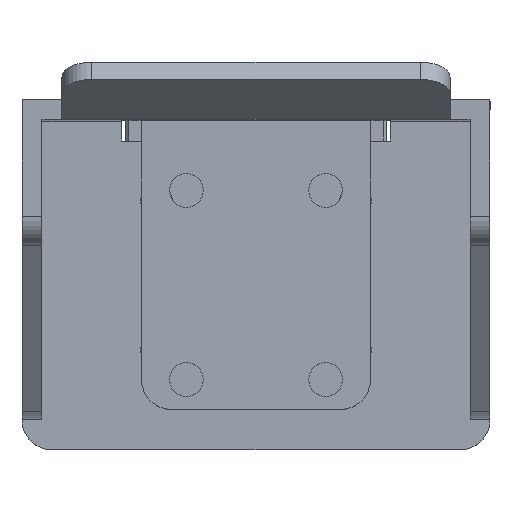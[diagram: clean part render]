
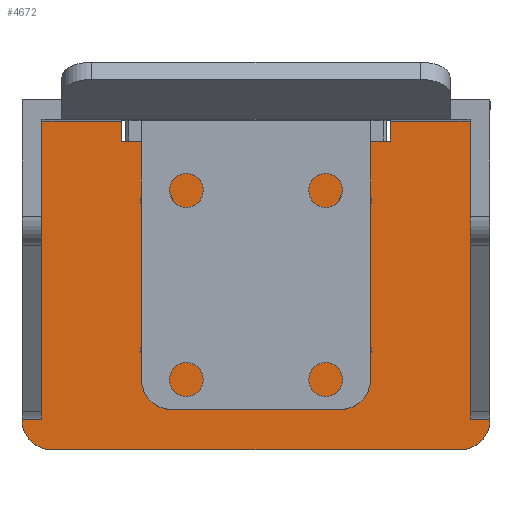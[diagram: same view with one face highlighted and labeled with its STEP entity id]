
A CAD part, top view. The second image highlights one B-rep face of the part: STEP entity #4672.
In plain terms, the highlighted planar face has unit normal (0, 0, 1).
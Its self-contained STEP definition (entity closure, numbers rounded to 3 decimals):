
#88=FACE_BOUND('',#391,.T.);
#89=FACE_BOUND('',#392,.T.);
#90=FACE_BOUND('',#393,.T.);
#91=FACE_BOUND('',#394,.T.);
#132=FACE_OUTER_BOUND('',#390,.T.);
#390=EDGE_LOOP('',(#3091,#3092,#3093,#3094,#3095,#3096,#3097,#3098,#3099,
#3100,#3101,#3102));
#391=EDGE_LOOP('',(#3103));
#392=EDGE_LOOP('',(#3104));
#393=EDGE_LOOP('',(#3105));
#394=EDGE_LOOP('',(#3106));
#692=CIRCLE('',#4945,3.);
#693=CIRCLE('',#4946,3.);
#694=CIRCLE('',#4947,1.6);
#695=CIRCLE('',#4948,1.6);
#696=CIRCLE('',#4949,1.6);
#697=CIRCLE('',#4950,1.6);
#831=LINE('',#6700,#1390);
#832=LINE('',#6702,#1391);
#833=LINE('',#6704,#1392);
#834=LINE('',#6706,#1393);
#835=LINE('',#6708,#1394);
#836=LINE('',#6710,#1395);
#837=LINE('',#6712,#1396);
#838=LINE('',#6714,#1397);
#839=LINE('',#6718,#1398);
#840=LINE('',#6721,#1399);
#1390=VECTOR('',#5345,10.);
#1391=VECTOR('',#5346,10.);
#1392=VECTOR('',#5347,10.);
#1393=VECTOR('',#5348,10.);
#1394=VECTOR('',#5349,10.);
#1395=VECTOR('',#5350,10.);
#1396=VECTOR('',#5351,10.);
#1397=VECTOR('',#5352,10.);
#1398=VECTOR('',#5355,10.);
#1399=VECTOR('',#5358,10.);
#1949=VERTEX_POINT('',#6698);
#1950=VERTEX_POINT('',#6699);
#1951=VERTEX_POINT('',#6701);
#1952=VERTEX_POINT('',#6703);
#1953=VERTEX_POINT('',#6705);
#1954=VERTEX_POINT('',#6707);
#1955=VERTEX_POINT('',#6709);
#1956=VERTEX_POINT('',#6711);
#1957=VERTEX_POINT('',#6713);
#1958=VERTEX_POINT('',#6715);
#1959=VERTEX_POINT('',#6717);
#1960=VERTEX_POINT('',#6719);
#1961=VERTEX_POINT('',#6722);
#1962=VERTEX_POINT('',#6724);
#1963=VERTEX_POINT('',#6726);
#1964=VERTEX_POINT('',#6728);
#2393=EDGE_CURVE('',#1949,#1950,#831,.T.);
#2394=EDGE_CURVE('',#1949,#1951,#832,.T.);
#2395=EDGE_CURVE('',#1952,#1951,#833,.T.);
#2396=EDGE_CURVE('',#1953,#1952,#834,.T.);
#2397=EDGE_CURVE('',#1953,#1954,#835,.T.);
#2398=EDGE_CURVE('',#1954,#1955,#836,.T.);
#2399=EDGE_CURVE('',#1955,#1956,#837,.T.);
#2400=EDGE_CURVE('',#1956,#1957,#838,.T.);
#2401=EDGE_CURVE('',#1958,#1957,#692,.T.);
#2402=EDGE_CURVE('',#1958,#1959,#839,.T.);
#2403=EDGE_CURVE('',#1960,#1959,#693,.T.);
#2404=EDGE_CURVE('',#1960,#1950,#840,.T.);
#2405=EDGE_CURVE('',#1961,#1961,#694,.T.);
#2406=EDGE_CURVE('',#1962,#1962,#695,.T.);
#2407=EDGE_CURVE('',#1963,#1963,#696,.T.);
#2408=EDGE_CURVE('',#1964,#1964,#697,.T.);
#3091=ORIENTED_EDGE('',*,*,#2393,.F.);
#3092=ORIENTED_EDGE('',*,*,#2394,.T.);
#3093=ORIENTED_EDGE('',*,*,#2395,.F.);
#3094=ORIENTED_EDGE('',*,*,#2396,.F.);
#3095=ORIENTED_EDGE('',*,*,#2397,.T.);
#3096=ORIENTED_EDGE('',*,*,#2398,.T.);
#3097=ORIENTED_EDGE('',*,*,#2399,.T.);
#3098=ORIENTED_EDGE('',*,*,#2400,.T.);
#3099=ORIENTED_EDGE('',*,*,#2401,.F.);
#3100=ORIENTED_EDGE('',*,*,#2402,.T.);
#3101=ORIENTED_EDGE('',*,*,#2403,.F.);
#3102=ORIENTED_EDGE('',*,*,#2404,.T.);
#3103=ORIENTED_EDGE('',*,*,#2405,.T.);
#3104=ORIENTED_EDGE('',*,*,#2406,.T.);
#3105=ORIENTED_EDGE('',*,*,#2407,.T.);
#3106=ORIENTED_EDGE('',*,*,#2408,.T.);
#4487=PLANE('',#4944);
#4672=ADVANCED_FACE('',(#132,#88,#89,#90,#91),#4487,.F.);
#4944=AXIS2_PLACEMENT_3D('',#6697,#5343,#5344);
#4945=AXIS2_PLACEMENT_3D('',#6716,#5353,#5354);
#4946=AXIS2_PLACEMENT_3D('',#6720,#5356,#5357);
#4947=AXIS2_PLACEMENT_3D('',#6723,#5359,#5360);
#4948=AXIS2_PLACEMENT_3D('',#6725,#5361,#5362);
#4949=AXIS2_PLACEMENT_3D('',#6727,#5363,#5364);
#4950=AXIS2_PLACEMENT_3D('',#6729,#5365,#5366);
#5343=DIRECTION('center_axis',(0.,0.,
-1.));
#5344=DIRECTION('ref_axis',(-1.,0.,0.));
#5345=DIRECTION('',(0.,-1.,0.));
#5346=DIRECTION('',(-1.,0.,0.));
#5347=DIRECTION('',(0.,1.,0.));
#5348=DIRECTION('',(1.,0.,0.));
#5349=DIRECTION('',(0.,1.,0.));
#5350=DIRECTION('',(-1.,0.,0.));
#5351=DIRECTION('',(0.,-1.,0.));
#5352=DIRECTION('',(-1.,0.,0.));
#5353=DIRECTION('center_axis',(0.,0.,
-1.));
#5354=DIRECTION('ref_axis',(-0.707,-0.707,0.));
#5355=DIRECTION('',(1.,0.,0.));
#5356=DIRECTION('center_axis',(0.,0.,
-1.));
#5357=DIRECTION('ref_axis',(0.707,-0.707,0.));
#5358=DIRECTION('',(-1.,0.,0.));
#5359=DIRECTION('center_axis',(0.,0.,
-1.));
#5360=DIRECTION('ref_axis',(-1.,0.,0.));
#5361=DIRECTION('center_axis',(0.,0.,
-1.));
#5362=DIRECTION('ref_axis',(-1.,0.,0.));
#5363=DIRECTION('center_axis',(0.,0.,
-1.));
#5364=DIRECTION('ref_axis',(-1.,0.,0.));
#5365=DIRECTION('center_axis',(0.,0.,
-1.));
#5366=DIRECTION('ref_axis',(-1.,0.,0.));
#6697=CARTESIAN_POINT('Origin',(0.,-112.874,
-220.));
#6698=CARTESIAN_POINT('',(21.5,-97.374,-220.));
#6699=CARTESIAN_POINT('',(21.5,-127.374,-220.));
#6700=CARTESIAN_POINT('',(21.5,-105.025,-220.));
#6701=CARTESIAN_POINT('',(13.5,-97.374,-220.));
#6702=CARTESIAN_POINT('',(9.25,-97.374,-220.));
#6703=CARTESIAN_POINT('',(13.5,-99.374,-220.));
#6704=CARTESIAN_POINT('',(13.5,-104.124,-220.));
#6705=CARTESIAN_POINT('',(-13.5,-99.374,-220.));
#6706=CARTESIAN_POINT('',(-5.75,-99.374,-220.));
#6707=CARTESIAN_POINT('',(-13.5,-97.374,-220.));
#6708=CARTESIAN_POINT('',(-13.5,-105.124,-220.));
#6709=CARTESIAN_POINT('',(-21.5,-97.374,-220.));
#6710=CARTESIAN_POINT('',(9.25,-97.374,-220.));
#6711=CARTESIAN_POINT('',(-21.5,-127.374,-220.));
#6712=CARTESIAN_POINT('',(-21.5,-106.124,-220.));
#6713=CARTESIAN_POINT('',(-23.5,-127.374,-220.));
#6714=CARTESIAN_POINT('',(-10.75,-127.374,-220.));
#6715=CARTESIAN_POINT('',(-20.5,-130.374,-220.));
#6716=CARTESIAN_POINT('Origin',(-20.5,-127.374,-220.));
#6717=CARTESIAN_POINT('',(20.5,-130.374,-220.));
#6718=CARTESIAN_POINT('',(30.,-130.374,-220.));
#6719=CARTESIAN_POINT('',(23.5,-127.374,-220.));
#6720=CARTESIAN_POINT('Origin',(20.5,-127.374,-220.));
#6721=CARTESIAN_POINT('',(11.75,-127.374,-220.));
#6722=CARTESIAN_POINT('',(-8.4,-105.374,-220.));
#6723=CARTESIAN_POINT('Origin',(-10.,-105.374,-220.));
#6724=CARTESIAN_POINT('',(11.6,-105.374,-220.));
#6725=CARTESIAN_POINT('Origin',(10.,-105.374,-220.));
#6726=CARTESIAN_POINT('',(11.6,-120.374,-220.));
#6727=CARTESIAN_POINT('Origin',(10.,-120.374,-220.));
#6728=CARTESIAN_POINT('',(-8.4,-120.374,-220.));
#6729=CARTESIAN_POINT('Origin',(-10.,-120.374,-220.));
